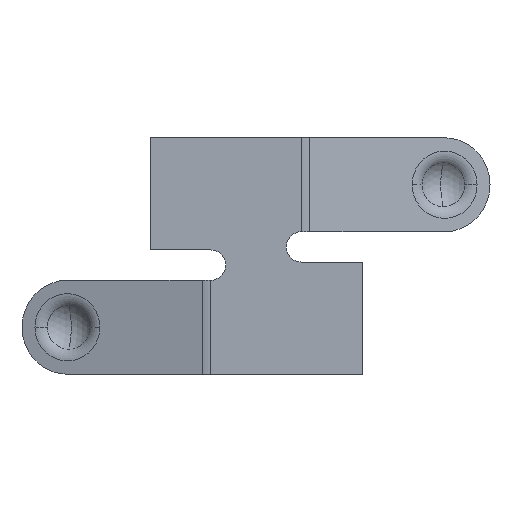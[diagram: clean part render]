
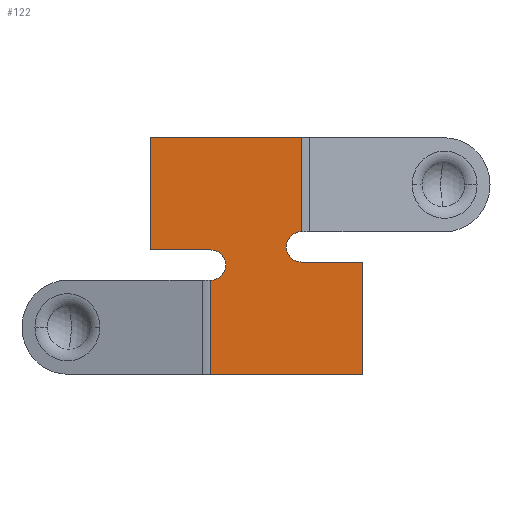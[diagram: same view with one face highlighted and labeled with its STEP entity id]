
A CAD part, front view. The second image highlights one B-rep face of the part: STEP entity #122.
In plain terms, the highlighted planar face has unit normal (0, -1, 0).
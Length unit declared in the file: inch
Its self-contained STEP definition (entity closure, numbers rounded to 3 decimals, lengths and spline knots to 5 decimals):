
#28 = DIRECTION ( 'NONE',  ( 0., -1., 0. ) ) ;
#30 = CARTESIAN_POINT ( 'NONE',  ( -0.03041, -0.006, -0.006 ) ) ;
#49 = CARTESIAN_POINT ( 'NONE',  ( 0.0297, -0.006, -0.004 ) ) ;
#57 = VERTEX_POINT ( 'NONE', #1019 ) ;
#58 = ORIENTED_EDGE ( 'NONE', *, *, #562, .F. ) ;
#76 = CARTESIAN_POINT ( 'NONE',  ( -0.03041, -0.006, -0.078 ) ) ;
#84 = VECTOR ( 'NONE', #669, 39.37008 ) ;
#86 = CARTESIAN_POINT ( 'NONE',  ( 0.0297, -0.006, 0.078 ) ) ;
#88 = CARTESIAN_POINT ( 'NONE',  ( 0.0297, -0.006, 0.006 ) ) ;
#93 = EDGE_CURVE ( 'NONE', #743, #813, #1087, .T. ) ;
#122 = ADVANCED_FACE ( 'NONE', ( #1014 ), #1319, .T. ) ;
#132 = DIRECTION ( 'NONE',  ( 0., -1., 0. ) ) ;
#133 = LINE ( 'NONE', #1266, #1241 ) ;
#147 = ORIENTED_EDGE ( 'NONE', *, *, #392, .F. ) ;
#157 = EDGE_CURVE ( 'NONE', #1043, #248, #1226, .T. ) ;
#159 = VERTEX_POINT ( 'NONE', #1323 ) ;
#165 = EDGE_CURVE ( 'NONE', #1354, #1043, #356, .T. ) ;
#190 = DIRECTION ( 'NONE',  ( -1., 0., 0. ) ) ;
#236 = ORIENTED_EDGE ( 'NONE', *, *, #157, .F. ) ;
#248 = VERTEX_POINT ( 'NONE', #394 ) ;
#255 = CARTESIAN_POINT ( 'NONE',  ( 0.07, -0.006, -0.078 ) ) ;
#257 = DIRECTION ( 'NONE',  ( 0., 0., 1. ) ) ;
#287 = CARTESIAN_POINT ( 'NONE',  ( 0.0297, -0.006, 0.016 ) ) ;
#292 = DIRECTION ( 'NONE',  ( 0., 0., -1. ) ) ;
#317 = EDGE_CURVE ( 'NONE', #159, #743, #510, .T. ) ;
#318 = ORIENTED_EDGE ( 'NONE', *, *, #317, .F. ) ;
#329 = EDGE_CURVE ( 'NONE', #57, #1065, #545, .T. ) ;
#348 = VECTOR ( 'NONE', #1163, 39.37008 ) ;
#356 = LINE ( 'NONE', #558, #84 ) ;
#359 = CARTESIAN_POINT ( 'NONE',  ( -0.07, -0.006, 0.004 ) ) ;
#369 = AXIS2_PLACEMENT_3D ( 'NONE', #88, #1274, #292 ) ;
#374 = ORIENTED_EDGE ( 'NONE', *, *, #1108, .F. ) ;
#384 = VERTEX_POINT ( 'NONE', #86 ) ;
#392 = EDGE_CURVE ( 'NONE', #1065, #384, #133, .T. ) ;
#394 = CARTESIAN_POINT ( 'NONE',  ( -0.03041, -0.006, 0.004 ) ) ;
#459 = VECTOR ( 'NONE', #686, 39.37008 ) ;
#510 = LINE ( 'NONE', #49, #1348 ) ;
#527 = ORIENTED_EDGE ( 'NONE', *, *, #165, .F. ) ;
#534 = LINE ( 'NONE', #1051, #1370 ) ;
#545 = LINE ( 'NONE', #359, #775 ) ;
#555 = VERTEX_POINT ( 'NONE', #710 ) ;
#558 = CARTESIAN_POINT ( 'NONE',  ( -0.03041, -0.006, -0.078 ) ) ;
#562 = EDGE_CURVE ( 'NONE', #813, #1354, #1016, .T. ) ;
#584 = ORIENTED_EDGE ( 'NONE', *, *, #93, .F. ) ;
#595 = ORIENTED_EDGE ( 'NONE', *, *, #1306, .F. ) ;
#667 = CARTESIAN_POINT ( 'NONE',  ( -0.03041, -0.006, -0.006 ) ) ;
#669 = DIRECTION ( 'NONE',  ( 0., 0., 1. ) ) ;
#686 = DIRECTION ( 'NONE',  ( 0., 0., -1. ) ) ;
#710 = CARTESIAN_POINT ( 'NONE',  ( 0.0297, -0.006, 0.016 ) ) ;
#733 = DIRECTION ( 'NONE',  ( 1., 0., 0. ) ) ;
#743 = VERTEX_POINT ( 'NONE', #1180 ) ;
#774 = AXIS2_PLACEMENT_3D ( 'NONE', #30, #132, #892 ) ;
#775 = VECTOR ( 'NONE', #257, 39.37008 ) ;
#782 = DIRECTION ( 'NONE',  ( 0., 0., -1. ) ) ;
#813 = VERTEX_POINT ( 'NONE', #872 ) ;
#828 = DIRECTION ( 'NONE',  ( -1., 0., 0. ) ) ;
#858 = CARTESIAN_POINT ( 'NONE',  ( -0.03041, -0.006, -0.078 ) ) ;
#872 = CARTESIAN_POINT ( 'NONE',  ( 0.07, -0.006, -0.078 ) ) ;
#892 = DIRECTION ( 'NONE',  ( 0., 0., -1. ) ) ;
#1008 = EDGE_CURVE ( 'NONE', #384, #555, #1250, .T. ) ;
#1014 = FACE_OUTER_BOUND ( 'NONE', #1137, .T. ) ;
#1016 = LINE ( 'NONE', #76, #1340 ) ;
#1018 = DIRECTION ( 'NONE',  ( 1., 0., 0. ) ) ;
#1019 = CARTESIAN_POINT ( 'NONE',  ( -0.07, -0.006, 0.004 ) ) ;
#1043 = VERTEX_POINT ( 'NONE', #1360 ) ;
#1051 = CARTESIAN_POINT ( 'NONE',  ( -0.03041, -0.006, 0.004 ) ) ;
#1065 = VERTEX_POINT ( 'NONE', #1146 ) ;
#1087 = LINE ( 'NONE', #255, #459 ) ;
#1108 = EDGE_CURVE ( 'NONE', #248, #57, #534, .T. ) ;
#1137 = EDGE_LOOP ( 'NONE', ( #527, #58, #584, #318, #595, #1143, #147, #1284, #374, #236 ) ) ;
#1143 = ORIENTED_EDGE ( 'NONE', *, *, #1008, .F. ) ;
#1146 = CARTESIAN_POINT ( 'NONE',  ( -0.07, -0.006, 0.078 ) ) ;
#1163 = DIRECTION ( 'NONE',  ( 0., 0., -1. ) ) ;
#1180 = CARTESIAN_POINT ( 'NONE',  ( 0.07, -0.006, -0.004 ) ) ;
#1222 = AXIS2_PLACEMENT_3D ( 'NONE', #667, #28, #782 ) ;
#1226 = CIRCLE ( 'NONE', #774, 0.01 ) ;
#1241 = VECTOR ( 'NONE', #733, 39.37008 ) ;
#1250 = LINE ( 'NONE', #287, #348 ) ;
#1253 = CIRCLE ( 'NONE', #369, 0.01 ) ;
#1266 = CARTESIAN_POINT ( 'NONE',  ( -0.07, -0.006, 0.078 ) ) ;
#1274 = DIRECTION ( 'NONE',  ( 0., -1., 0. ) ) ;
#1284 = ORIENTED_EDGE ( 'NONE', *, *, #329, .F. ) ;
#1306 = EDGE_CURVE ( 'NONE', #555, #159, #1253, .T. ) ;
#1319 = PLANE ( 'NONE',  #1222 ) ;
#1323 = CARTESIAN_POINT ( 'NONE',  ( 0.0297, -0.006, -0.004 ) ) ;
#1340 = VECTOR ( 'NONE', #828, 39.37008 ) ;
#1348 = VECTOR ( 'NONE', #1018, 39.37008 ) ;
#1354 = VERTEX_POINT ( 'NONE', #858 ) ;
#1360 = CARTESIAN_POINT ( 'NONE',  ( -0.03041, -0.006, -0.016 ) ) ;
#1370 = VECTOR ( 'NONE', #190, 39.37008 ) ;
